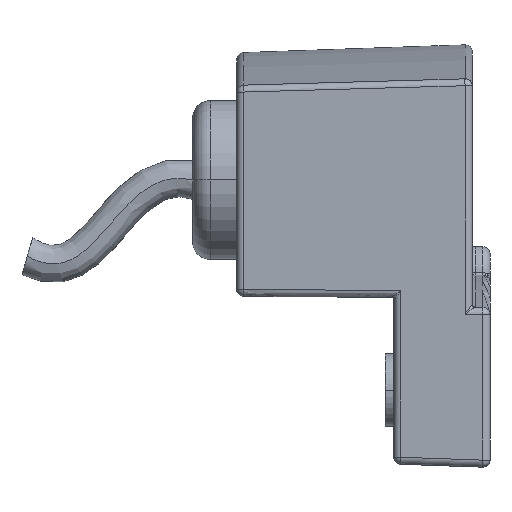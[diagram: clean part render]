
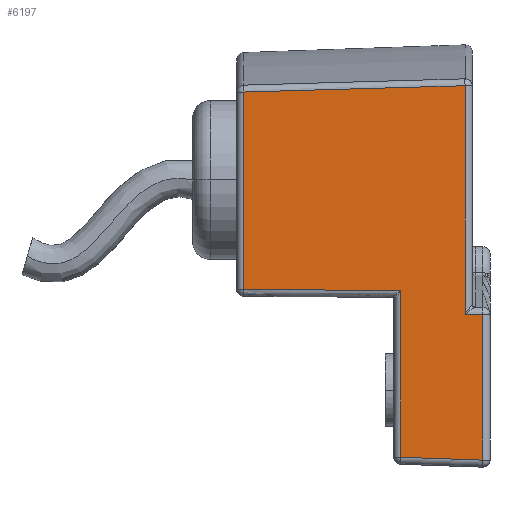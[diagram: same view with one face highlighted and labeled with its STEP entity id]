
A CAD part, front view. The second image highlights one B-rep face of the part: STEP entity #6197.
In plain terms, the highlighted planar face has unit normal (-0.035, -0.999, 0).
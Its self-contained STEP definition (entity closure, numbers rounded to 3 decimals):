
#1626=CARTESIAN_POINT('Vertex',(27.872,-38.971,17.354)) ;
#1701=CARTESIAN_POINT('Vertex',(27.872,-38.971,0.828)) ;
#1704=CARTESIAN_POINT('Line Origine',(27.872,-38.971,21.963)) ;
#4457=CARTESIAN_POINT('Control Point',(25.872,-38.901,17.368)) ;
#4458=CARTESIAN_POINT('Control Point',(26.272,-38.915,17.365)) ;
#4459=CARTESIAN_POINT('Control Point',(26.672,-38.929,17.362)) ;
#4460=CARTESIAN_POINT('Control Point',(27.072,-38.943,17.359)) ;
#4461=CARTESIAN_POINT('Control Point',(27.472,-38.957,17.356)) ;
#4462=CARTESIAN_POINT('Control Point',(27.872,-38.971,17.354)) ;
#4463=CARTESIAN_POINT('Vertex',(25.872,-38.901,17.368)) ;
#4667=CARTESIAN_POINT('Vertex',(0.772,-38.025,20.175)) ;
#4739=CARTESIAN_POINT('Vertex',(18.572,-38.646,20.051)) ;
#4743=CARTESIAN_POINT('Control Point',(0.772,-38.025,20.175)) ;
#4744=CARTESIAN_POINT('Control Point',(4.332,-38.149,20.15)) ;
#4745=CARTESIAN_POINT('Control Point',(7.892,-38.273,20.126)) ;
#4746=CARTESIAN_POINT('Control Point',(11.452,-38.398,20.101)) ;
#4747=CARTESIAN_POINT('Control Point',(15.012,-38.522,20.076)) ;
#4748=CARTESIAN_POINT('Control Point',(18.572,-38.646,20.051)) ;
#5127=CARTESIAN_POINT('Vertex',(25.872,-38.901,43.268)) ;
#5177=CARTESIAN_POINT('Vertex',(0.772,-38.025,42.55)) ;
#5229=CARTESIAN_POINT('Control Point',(0.772,-38.025,42.55)) ;
#5230=CARTESIAN_POINT('Control Point',(5.792,-38.2,42.694)) ;
#5231=CARTESIAN_POINT('Control Point',(10.812,-38.375,42.837)) ;
#5232=CARTESIAN_POINT('Control Point',(15.832,-38.551,42.981)) ;
#5233=CARTESIAN_POINT('Control Point',(20.852,-38.726,43.124)) ;
#5234=CARTESIAN_POINT('Control Point',(25.872,-38.901,43.268)) ;
#5972=CARTESIAN_POINT('Line Origine',(25.872,-38.901,22.566)) ;
#6062=CARTESIAN_POINT('Line Origine',(0.772,-38.025,22.374)) ;
#6171=CARTESIAN_POINT('Axis2P3D Location',(28.7,-39.,0.)) ;
#6176=CARTESIAN_POINT('Line Origine',(18.572,-38.646,24.)) ;
#6180=CARTESIAN_POINT('Vertex',(18.572,-38.646,1.153)) ;
#6184=CARTESIAN_POINT('Control Point',(27.872,-38.971,0.828)) ;
#6185=CARTESIAN_POINT('Control Point',(18.572,-38.646,1.153)) ;
#1706=VECTOR('Line Direction',#1705,1.) ;
#5974=VECTOR('Line Direction',#5973,1.) ;
#6064=VECTOR('Line Direction',#6063,1.) ;
#6178=VECTOR('Line Direction',#6177,1.) ;
#1705=DIRECTION('Vector Direction',(0.,0.,1.)) ;
#5973=DIRECTION('Vector Direction',(0.,0.,-1.)) ;
#6063=DIRECTION('Vector Direction',(0.,0.,-1.)) ;
#6172=DIRECTION('Axis2P3D Direction',(0.035,0.999,-0.)) ;
#6173=DIRECTION('Axis2P3D XDirection',(0.,0.,1.)) ;
#6177=DIRECTION('Vector Direction',(0.,0.,1.)) ;
#6174=AXIS2_PLACEMENT_3D('Plane Axis2P3D',#6171,#6172,#6173) ;
#1707=LINE('Line',#1704,#1706) ;
#5975=LINE('Line',#5972,#5974) ;
#6065=LINE('Line',#6062,#6064) ;
#6179=LINE('Line',#6176,#6178) ;
#6175=PLANE('',#6174) ;
#1708=EDGE_CURVE('',#1702,#1627,#1707,.T.) ;
#4465=EDGE_CURVE('',#4464,#1627,#4456,.T.) ;
#4749=EDGE_CURVE('',#4668,#4740,#4742,.T.) ;
#5235=EDGE_CURVE('',#5178,#5128,#5228,.T.) ;
#5976=EDGE_CURVE('',#5128,#4464,#5975,.T.) ;
#6066=EDGE_CURVE('',#4668,#5178,#6065,.F.) ;
#6182=EDGE_CURVE('',#4740,#6181,#6179,.F.) ;
#6186=EDGE_CURVE('',#6181,#1702,#6183,.F.) ;
#6188=ORIENTED_EDGE('',*,*,#5235,.F.) ;
#6189=ORIENTED_EDGE('',*,*,#6066,.F.) ;
#6190=ORIENTED_EDGE('',*,*,#4749,.T.) ;
#6191=ORIENTED_EDGE('',*,*,#6182,.T.) ;
#6192=ORIENTED_EDGE('',*,*,#6186,.T.) ;
#6193=ORIENTED_EDGE('',*,*,#1708,.T.) ;
#6194=ORIENTED_EDGE('',*,*,#4465,.F.) ;
#6195=ORIENTED_EDGE('',*,*,#5976,.F.) ;
#6187=EDGE_LOOP('',(#6188,#6189,#6190,#6191,#6192,#6193,#6194,#6195)) ;
#1627=VERTEX_POINT('',#1626) ;
#1702=VERTEX_POINT('',#1701) ;
#4464=VERTEX_POINT('',#4463) ;
#4668=VERTEX_POINT('',#4667) ;
#4740=VERTEX_POINT('',#4739) ;
#5128=VERTEX_POINT('',#5127) ;
#5178=VERTEX_POINT('',#5177) ;
#6181=VERTEX_POINT('',#6180) ;
#6197=ADVANCED_FACE('CAL19138 -TST',(#6196),#6175,.F.) ;
#4456=B_SPLINE_CURVE_WITH_KNOTS('',5,(#4457,#4458,#4459,#4460,#4461,#4462),.UNSPECIFIED.,.F.,.U.,(6,6),(44.735,47.566),.UNSPECIFIED.) ;
#4742=B_SPLINE_CURVE_WITH_KNOTS('',5,(#4743,#4744,#4745,#4746,#4747,#4748),.UNSPECIFIED.,.F.,.U.,(6,6),(9.216,34.405),.UNSPECIFIED.) ;
#5228=B_SPLINE_CURVE_WITH_KNOTS('',5,(#5229,#5230,#5231,#5232,#5233,#5234),.UNSPECIFIED.,.F.,.U.,(6,6),(8.988,44.521),.UNSPECIFIED.) ;
#6183=B_SPLINE_CURVE_WITH_KNOTS('',1,(#6184,#6185),.UNSPECIFIED.,.F.,.U.,(2,2),(-13.538,-4.227),.UNSPECIFIED.) ;
#6196=FACE_OUTER_BOUND('',#6187,.T.) ;
